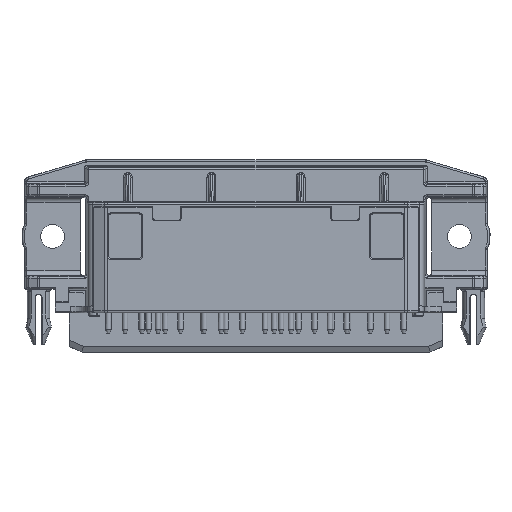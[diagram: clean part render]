
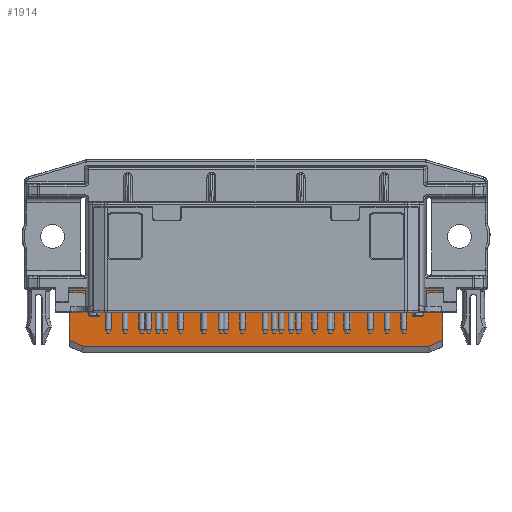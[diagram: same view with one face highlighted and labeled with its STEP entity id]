
A CAD part, top view. The second image highlights one B-rep face of the part: STEP entity #1914.
In plain terms, the highlighted planar face has unit normal (0, 0, 1).
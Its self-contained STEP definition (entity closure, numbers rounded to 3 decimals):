
#1914 = ADVANCED_FACE( '', ( #4446 ), #4447, .T. );
#4446 = FACE_OUTER_BOUND( '', #9542, .T. );
#4447 = PLANE( '', #9543 );
#9542 = EDGE_LOOP( '', ( #16810, #16811, #16812, #16813, #16814, #16815, #16816, #16817, #16818, #16819, #16820, #16821, #16822, #16823, #16824, #16825 ) );
#9543 = AXIS2_PLACEMENT_3D( '', #16826, #16827, #16828 );
#16810 = ORIENTED_EDGE( '', *, *, #21562, .T. );
#16811 = ORIENTED_EDGE( '', *, *, #23356, .T. );
#16812 = ORIENTED_EDGE( '', *, *, #23357, .T. );
#16813 = ORIENTED_EDGE( '', *, *, #22271, .T. );
#16814 = ORIENTED_EDGE( '', *, *, #23358, .T. );
#16815 = ORIENTED_EDGE( '', *, *, #21586, .T. );
#16816 = ORIENTED_EDGE( '', *, *, #21737, .F. );
#16817 = ORIENTED_EDGE( '', *, *, #23047, .T. );
#16818 = ORIENTED_EDGE( '', *, *, #23359, .T. );
#16819 = ORIENTED_EDGE( '', *, *, #23360, .T. );
#16820 = ORIENTED_EDGE( '', *, *, #23361, .T. );
#16821 = ORIENTED_EDGE( '', *, *, #23362, .F. );
#16822 = ORIENTED_EDGE( '', *, *, #23000, .F. );
#16823 = ORIENTED_EDGE( '', *, *, #21826, .T. );
#16824 = ORIENTED_EDGE( '', *, *, #23363, .T. );
#16825 = ORIENTED_EDGE( '', *, *, #23364, .T. );
#16826 = CARTESIAN_POINT( '', ( -33.5, -20.75, 1.5 ) );
#16827 = DIRECTION( '', ( 0., 0., 1. ) );
#16828 = DIRECTION( '', ( 1., 0., 0. ) );
#21562 = EDGE_CURVE( '', #24866, #24864, #24867, .T. );
#21586 = EDGE_CURVE( '', #24908, #24909, #24910, .T. );
#21737 = EDGE_CURVE( '', #25176, #24909, #25178, .T. );
#21826 = EDGE_CURVE( '', #25332, #25330, #25333, .T. );
#22271 = EDGE_CURVE( '', #26076, #26073, #26077, .T. );
#23000 = EDGE_CURVE( '', #25332, #27215, #27216, .T. );
#23047 = EDGE_CURVE( '', #25176, #27280, #27282, .T. );
#23356 = EDGE_CURVE( '', #24864, #27731, #27732, .T. );
#23357 = EDGE_CURVE( '', #27731, #26076, #27733, .T. );
#23358 = EDGE_CURVE( '', #26073, #24908, #27734, .T. );
#23359 = EDGE_CURVE( '', #27280, #27735, #27736, .T. );
#23360 = EDGE_CURVE( '', #27735, #27737, #27738, .T. );
#23361 = EDGE_CURVE( '', #27737, #27739, #27740, .T. );
#23362 = EDGE_CURVE( '', #27215, #27739, #27741, .T. );
#23363 = EDGE_CURVE( '', #25330, #27742, #27743, .T. );
#23364 = EDGE_CURVE( '', #27742, #24866, #27744, .T. );
#24864 = VERTEX_POINT( '', #29638 );
#24866 = VERTEX_POINT( '', #29641 );
#24867 = LINE( '', #29642, #29643 );
#24908 = VERTEX_POINT( '', #29759 );
#24909 = VERTEX_POINT( '', #29760 );
#24910 = LINE( '', #29761, #29762 );
#25176 = VERTEX_POINT( '', #30111 );
#25178 = LINE( '', #30114, #30115 );
#25330 = VERTEX_POINT( '', #30333 );
#25332 = VERTEX_POINT( '', #30336 );
#25333 = LINE( '', #30337, #30338 );
#26073 = VERTEX_POINT( '', #31813 );
#26076 = VERTEX_POINT( '', #31817 );
#26077 = LINE( '', #31818, #31819 );
#27215 = VERTEX_POINT( '', #33730 );
#27216 = LINE( '', #33731, #33732 );
#27280 = VERTEX_POINT( '', #33814 );
#27282 = LINE( '', #33817, #33818 );
#27731 = VERTEX_POINT( '', #34653 );
#27732 = LINE( '', #34654, #34655 );
#27733 = LINE( '', #34656, #34657 );
#27734 = LINE( '', #34658, #34659 );
#27735 = VERTEX_POINT( '', #34660 );
#27736 = LINE( '', #34661, #34662 );
#27737 = VERTEX_POINT( '', #34663 );
#27738 = LINE( '', #34664, #34665 );
#27739 = VERTEX_POINT( '', #34666 );
#27740 = LINE( '', #34667, #34668 );
#27741 = LINE( '', #34669, #34670 );
#27742 = VERTEX_POINT( '', #34671 );
#27743 = LINE( '', #34672, #34673 );
#27744 = LINE( '', #34674, #34675 );
#29638 = CARTESIAN_POINT( '', ( -33.5, -18.618, 1.5 ) );
#29641 = CARTESIAN_POINT( '', ( -33.5, -9.33, 1.5 ) );
#29642 = CARTESIAN_POINT( '', ( -33.5, -15.125, 1.5 ) );
#29643 = VECTOR( '', #37350, 1000. );
#29759 = CARTESIAN_POINT( '', ( 33.5, -9.33, 1.5 ) );
#29760 = CARTESIAN_POINT( '', ( 30.45, -9.33, 1.5 ) );
#29761 = CARTESIAN_POINT( '', ( -33.5, -9.33, 1.5 ) );
#29762 = VECTOR( '', #37387, 1000. );
#30111 = CARTESIAN_POINT( '', ( 30.45, -9.67, 1.5 ) );
#30114 = CARTESIAN_POINT( '', ( 30.45, 0., 1.5 ) );
#30115 = VECTOR( '', #37609, 1000. );
#30333 = CARTESIAN_POINT( '', ( -30.45, -9.67, 1.5 ) );
#30336 = CARTESIAN_POINT( '', ( -30.55, -9.67, 1.5 ) );
#30337 = CARTESIAN_POINT( '', ( -30.55, -9.67, 1.5 ) );
#30338 = VECTOR( '', #37743, 1000. );
#31813 = CARTESIAN_POINT( '', ( 33.5, -18.618, 1.5 ) );
#31817 = CARTESIAN_POINT( '', ( 30.969, -19.711, 1.5 ) );
#31818 = CARTESIAN_POINT( '', ( -23.746, -43.338, 1.5 ) );
#31819 = VECTOR( '', #38276, 1000. );
#33730 = CARTESIAN_POINT( '', ( -30.55, -12.5, 1.5 ) );
#33731 = CARTESIAN_POINT( '', ( -30.55, 79.285, 1.5 ) );
#33732 = VECTOR( '', #39185, 1000. );
#33814 = CARTESIAN_POINT( '', ( 30.55, -9.67, 1.5 ) );
#33817 = CARTESIAN_POINT( '', ( 30.55, -9.67, 1.5 ) );
#33818 = VECTOR( '', #39249, 1000. );
#34653 = CARTESIAN_POINT( '', ( -30.969, -19.711, 1.5 ) );
#34654 = CARTESIAN_POINT( '', ( -32.724, -18.953, 1.5 ) );
#34655 = VECTOR( '', #39626, 1000. );
#34656 = CARTESIAN_POINT( '', ( 31.184, -19.711, 1.5 ) );
#34657 = VECTOR( '', #39627, 1000. );
#34658 = CARTESIAN_POINT( '', ( 33.5, -15.125, 1.5 ) );
#34659 = VECTOR( '', #39628, 1000. );
#34660 = CARTESIAN_POINT( '', ( 30.55, -12.5, 1.5 ) );
#34661 = CARTESIAN_POINT( '', ( 30.55, 79.285, 1.5 ) );
#34662 = VECTOR( '', #39629, 1000. );
#34663 = CARTESIAN_POINT( '', ( 30.518, -13.7, 1.5 ) );
#34664 = CARTESIAN_POINT( '', ( 30.29, -22.421, 1.5 ) );
#34665 = VECTOR( '', #39630, 1000. );
#34666 = CARTESIAN_POINT( '', ( -30.518, -13.7, 1.5 ) );
#34667 = CARTESIAN_POINT( '', ( 62.485, -13.7, 1.5 ) );
#34668 = VECTOR( '', #39631, 1000. );
#34669 = CARTESIAN_POINT( '', ( -30.55, -12.506, 1.5 ) );
#34670 = VECTOR( '', #39632, 1000. );
#34671 = CARTESIAN_POINT( '', ( -30.45, -9.33, 1.5 ) );
#34672 = CARTESIAN_POINT( '', ( -30.45, -20.75, 1.5 ) );
#34673 = VECTOR( '', #39633, 1000. );
#34674 = CARTESIAN_POINT( '', ( -33.5, -9.33, 1.5 ) );
#34675 = VECTOR( '', #39634, 1000. );
#37350 = DIRECTION( '', ( 0., -1., 0. ) );
#37387 = DIRECTION( '', ( -1., 0., 0. ) );
#37609 = DIRECTION( '', ( 0., 1., 0. ) );
#37743 = DIRECTION( '', ( 1., 0., 0. ) );
#38276 = DIRECTION( '', ( 0.918, 0.396, 0. ) );
#39185 = DIRECTION( '', ( 0., -1., 0. ) );
#39249 = DIRECTION( '', ( 1., 0., 0. ) );
#39626 = DIRECTION( '', ( 0.918, -0.396, 0. ) );
#39627 = DIRECTION( '', ( 1., 0., 0. ) );
#39628 = DIRECTION( '', ( 0., 1., 0. ) );
#39629 = DIRECTION( '', ( 0., -1., 0. ) );
#39630 = DIRECTION( '', ( -0.026, -1., 0. ) );
#39631 = DIRECTION( '', ( -1., 0., 0. ) );
#39632 = DIRECTION( '', ( 0.026, -1., 0. ) );
#39633 = DIRECTION( '', ( 0., 1., 0. ) );
#39634 = DIRECTION( '', ( -1., 0., 0. ) );
